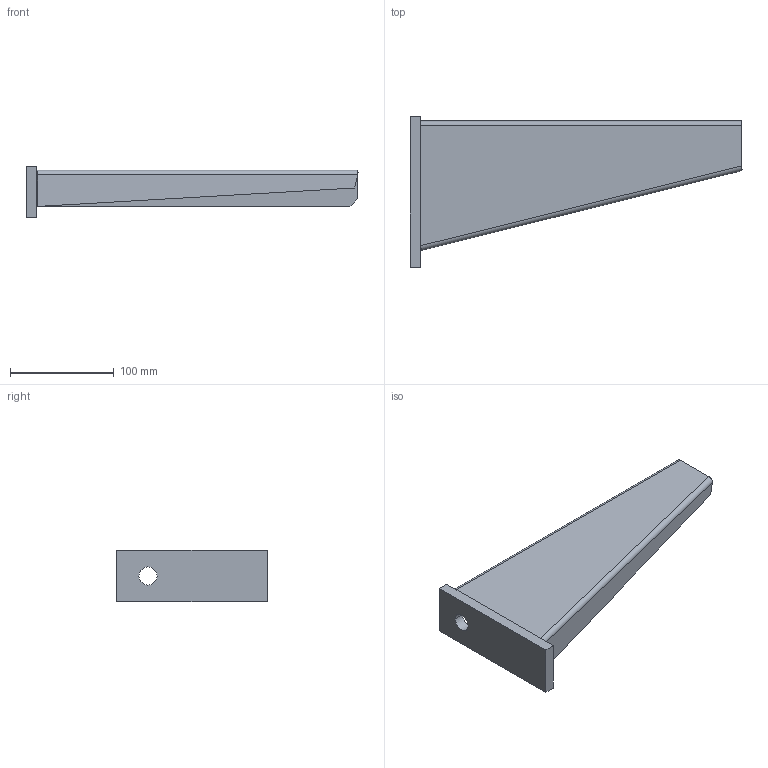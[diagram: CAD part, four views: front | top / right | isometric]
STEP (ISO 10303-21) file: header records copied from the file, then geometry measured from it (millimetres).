
FILE_DESCRIPTION((''),'2;1');
FILE_NAME('6417779_ORG_ASM','2012-06-19T',('AndreasKeweloh'),(''),'PRO/ENGINEER BY PARAMETRIC TECHNOLOGY CORPORATION, 2012060','PRO/ENGINEER BY PARAMETRIC TECHNOLOGY CORPORATION, 2012060','');
FILE_SCHEMA(('CONFIG_CONTROL_DESIGN'));
Length unit declared in the file: millimetre
Products named in the file (4): AUSLEGER-FORMTEIL; KOPFPLATTE; WANDAUSLEGER_ASM; 6417779_ORG_ASM
Assembly tree (3 placements, depth 3):
  6417779_ORG_ASM
    WANDAUSLEGER_ASM
      AUSLEGER-FORMTEIL
      KOPFPLATTE
Bounding box: 320.26 x 145 x 50 mm (x, y, z)
Volume: 199641.7 mm3; surface area: 107531.8 mm2
Topology: 2 solids, 2 shells, 27 faces, 63 edges, 40 vertices
Faces by surface type: plane 20, cylinder 6, bspline 1
Entity records: 1042 total; most frequent: CARTESIAN_POINT 315, DIRECTION 136, ORIENTED_EDGE 126, EDGE_CURVE 63, VECTOR 50, LINE 50, AXIS2_PLACEMENT_3D 43, VERTEX_POINT 40
